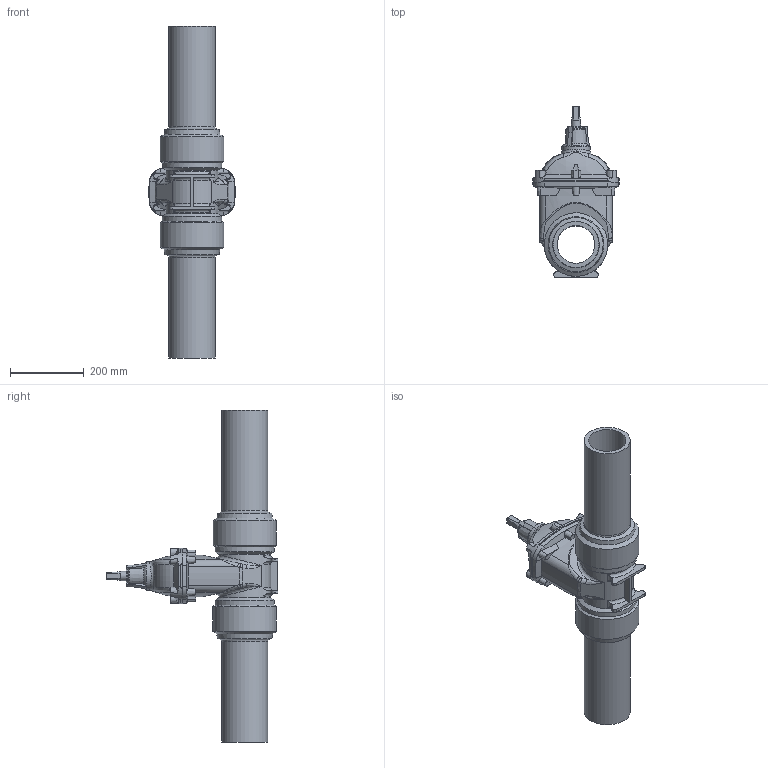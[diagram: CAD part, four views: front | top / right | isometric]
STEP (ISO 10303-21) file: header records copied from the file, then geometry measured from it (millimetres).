
FILE_DESCRIPTION (( 'STEP AP203' ), '1' );
FILE_NAME ('O_36_90_DN125_125mm.STEP', '2015-02-02T02:45:49', ( 'ken' ), ( '' ), 'SwSTEP 2.0', 'SolidWorks 2012', '' );
FILE_SCHEMA (( 'CONFIG_CONTROL_DESIGN' ));
Length unit declared in the file: millimetre
Products named in the file (1): O_36_90_DN125_125mm
Bounding box: 234.63 x 466 x 901 mm (x, y, z)
Volume: 10621835.3 mm3; surface area: 869360.4 mm2
Topology: 1 solids, 1 shells, 239 faces, 649 edges, 410 vertices
Faces by surface type: plane 73, cone 73, cylinder 37, bspline 36, torus 20
Full cylindrical faces by diameter (mm): 25 x1, 102.273 x1, 125 x2, 141 x1, 161 x2, 172.4 x2
Entity records: 11737 total; most frequent: CARTESIAN_POINT 6410, ORIENTED_EDGE 1222, DIRECTION 940, EDGE_CURVE 611, AXIS2_PLACEMENT_3D 402, VERTEX_POINT 400, EDGE_LOOP 267, FACE_OUTER_BOUND 249
